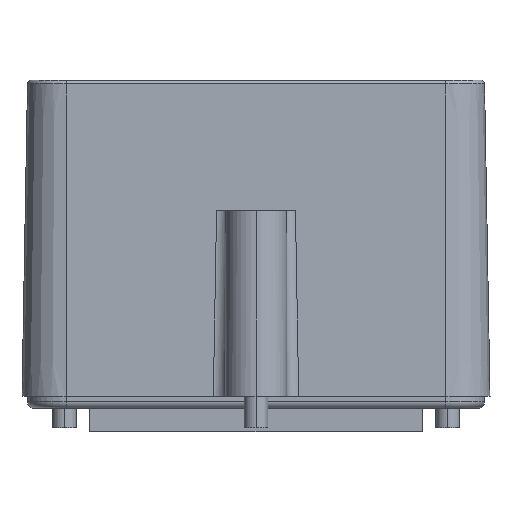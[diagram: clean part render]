
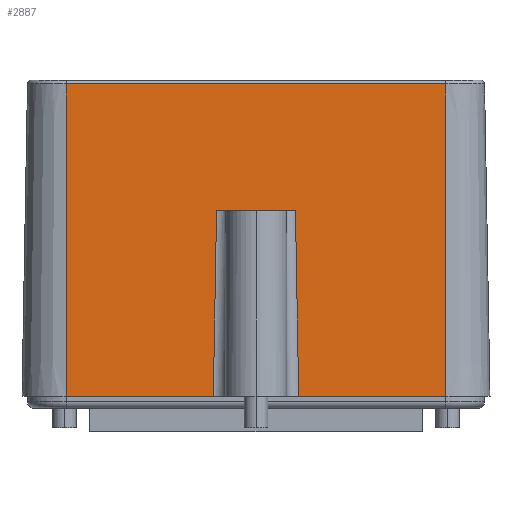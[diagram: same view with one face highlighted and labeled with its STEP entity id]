
A CAD part, front view. The second image highlights one B-rep face of the part: STEP entity #2887.
In plain terms, the highlighted planar face has unit normal (0, -1, 0.018).
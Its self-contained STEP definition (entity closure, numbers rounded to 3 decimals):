
#2832=AXIS2_PLACEMENT_3D('Plane Axis2P3D',#2829,#2830,#2831) ;
#2063=CARTESIAN_POINT('Vertex',(53.6,7.,4.5)) ;
#2066=CARTESIAN_POINT('Line Origine',(44.3,7.,4.5)) ;
#2070=CARTESIAN_POINT('Vertex',(35.,7.,4.5)) ;
#2136=CARTESIAN_POINT('Vertex',(24.2,7.,4.5)) ;
#2139=CARTESIAN_POINT('Line Origine',(14.9,7.,4.5)) ;
#2143=CARTESIAN_POINT('Vertex',(5.6,7.,4.5)) ;
#2814=CARTESIAN_POINT('Vertex',(53.6,7.69,44.009)) ;
#2817=CARTESIAN_POINT('Line Origine',(53.6,7.349,24.5)) ;
#2829=CARTESIAN_POINT('Axis2P3D Location',(59.2,7.,4.5)) ;
#2834=CARTESIAN_POINT('Line Origine',(29.6,7.69,44.009)) ;
#2838=CARTESIAN_POINT('Vertex',(5.6,7.69,44.009)) ;
#2841=CARTESIAN_POINT('Line Origine',(5.6,7.349,24.5)) ;
#2847=CARTESIAN_POINT('Control Point',(24.61,7.41,28.)) ;
#2848=CARTESIAN_POINT('Control Point',(24.2,7.,4.5)) ;
#2849=CARTESIAN_POINT('Vertex',(24.61,7.41,28.)) ;
#2853=CARTESIAN_POINT('Control Point',(26.11,7.41,28.)) ;
#2854=CARTESIAN_POINT('Control Point',(24.61,7.41,28.)) ;
#2855=CARTESIAN_POINT('Vertex',(26.11,7.41,28.)) ;
#2858=CARTESIAN_POINT('Line Origine',(29.6,7.41,28.)) ;
#2862=CARTESIAN_POINT('Vertex',(33.09,7.41,28.)) ;
#2866=CARTESIAN_POINT('Control Point',(34.59,7.41,28.)) ;
#2867=CARTESIAN_POINT('Control Point',(33.09,7.41,28.)) ;
#2868=CARTESIAN_POINT('Vertex',(34.59,7.41,28.)) ;
#2872=CARTESIAN_POINT('Control Point',(34.59,7.41,28.)) ;
#2873=CARTESIAN_POINT('Control Point',(35.,7.,4.5)) ;
#2067=DIRECTION('Vector Direction',(-1.,0.,0.)) ;
#2140=DIRECTION('Vector Direction',(-1.,0.,0.)) ;
#2818=DIRECTION('Vector Direction',(0.,-0.017,-1.)) ;
#2830=DIRECTION('Axis2P3D Direction',(0.,-1.,0.017)) ;
#2831=DIRECTION('Axis2P3D XDirection',(-1.,0.,0.)) ;
#2835=DIRECTION('Vector Direction',(-1.,0.,0.)) ;
#2842=DIRECTION('Vector Direction',(0.,-0.017,-1.)) ;
#2859=DIRECTION('Vector Direction',(-1.,0.,0.)) ;
#2068=VECTOR('Line Direction',#2067,1.) ;
#2141=VECTOR('Line Direction',#2140,1.) ;
#2819=VECTOR('Line Direction',#2818,1.) ;
#2836=VECTOR('Line Direction',#2835,1.) ;
#2843=VECTOR('Line Direction',#2842,1.) ;
#2860=VECTOR('Line Direction',#2859,1.) ;
#2876=ORIENTED_EDGE('',*,*,#2072,.F.) ;
#2877=ORIENTED_EDGE('',*,*,#2821,.T.) ;
#2878=ORIENTED_EDGE('',*,*,#2840,.F.) ;
#2879=ORIENTED_EDGE('',*,*,#2845,.F.) ;
#2880=ORIENTED_EDGE('',*,*,#2145,.F.) ;
#2881=ORIENTED_EDGE('',*,*,#2851,.F.) ;
#2882=ORIENTED_EDGE('',*,*,#2857,.T.) ;
#2883=ORIENTED_EDGE('',*,*,#2864,.T.) ;
#2884=ORIENTED_EDGE('',*,*,#2870,.T.) ;
#2885=ORIENTED_EDGE('',*,*,#2874,.T.) ;
#2887=ADVANCED_FACE('Hauptkoerper',(#2886),#2833,.T.) ;
#2846=B_SPLINE_CURVE_WITH_KNOTS('',1,(#2847,#2848),.UNSPECIFIED.,.F.,.U.,(2,2),(-3.747,19.76),.UNSPECIFIED.) ;
#2852=B_SPLINE_CURVE_WITH_KNOTS('',1,(#2853,#2854),.UNSPECIFIED.,.F.,.U.,(2,2),(-0.75,0.75),.UNSPECIFIED.) ;
#2865=B_SPLINE_CURVE_WITH_KNOTS('',1,(#2866,#2867),.UNSPECIFIED.,.F.,.U.,(2,2),(-0.75,0.75),.UNSPECIFIED.) ;
#2871=B_SPLINE_CURVE_WITH_KNOTS('',1,(#2872,#2873),.UNSPECIFIED.,.F.,.U.,(2,2),(-3.747,19.76),.UNSPECIFIED.) ;
#2072=EDGE_CURVE('',#2064,#2071,#2069,.T.) ;
#2145=EDGE_CURVE('',#2137,#2144,#2142,.T.) ;
#2821=EDGE_CURVE('',#2064,#2815,#2820,.F.) ;
#2840=EDGE_CURVE('',#2839,#2815,#2837,.F.) ;
#2845=EDGE_CURVE('',#2144,#2839,#2844,.F.) ;
#2851=EDGE_CURVE('',#2850,#2137,#2846,.T.) ;
#2857=EDGE_CURVE('',#2850,#2856,#2852,.F.) ;
#2864=EDGE_CURVE('',#2856,#2863,#2861,.F.) ;
#2870=EDGE_CURVE('',#2863,#2869,#2865,.F.) ;
#2874=EDGE_CURVE('',#2869,#2071,#2871,.T.) ;
#2875=EDGE_LOOP('',(#2876,#2877,#2878,#2879,#2880,#2881,#2882,#2883,#2884,#2885)) ;
#2886=FACE_OUTER_BOUND('',#2875,.T.) ;
#2069=LINE('Line',#2066,#2068) ;
#2142=LINE('Line',#2139,#2141) ;
#2820=LINE('Line',#2817,#2819) ;
#2837=LINE('Line',#2834,#2836) ;
#2844=LINE('Line',#2841,#2843) ;
#2861=LINE('Line',#2858,#2860) ;
#2833=PLANE('',#2832) ;
#2064=VERTEX_POINT('',#2063) ;
#2071=VERTEX_POINT('',#2070) ;
#2137=VERTEX_POINT('',#2136) ;
#2144=VERTEX_POINT('',#2143) ;
#2815=VERTEX_POINT('',#2814) ;
#2839=VERTEX_POINT('',#2838) ;
#2850=VERTEX_POINT('',#2849) ;
#2856=VERTEX_POINT('',#2855) ;
#2863=VERTEX_POINT('',#2862) ;
#2869=VERTEX_POINT('',#2868) ;
